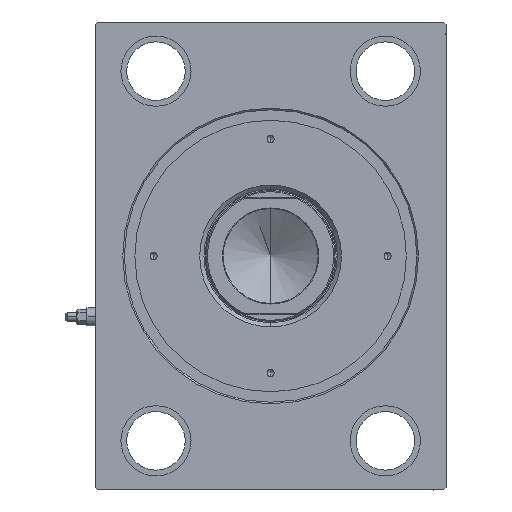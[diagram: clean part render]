
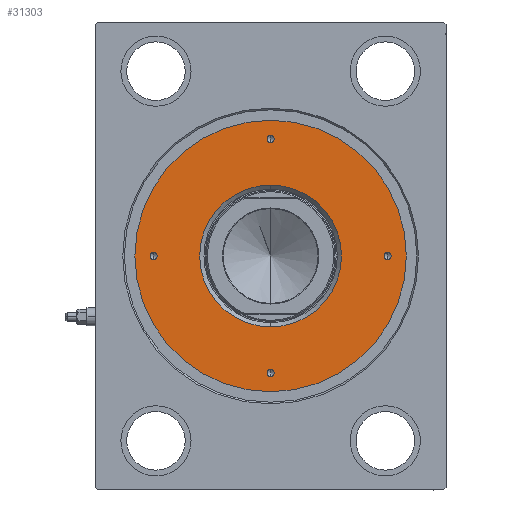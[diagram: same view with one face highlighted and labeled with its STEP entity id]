
A CAD part, left-side view. The second image highlights one B-rep face of the part: STEP entity #31303.
In plain terms, the highlighted face is planar.
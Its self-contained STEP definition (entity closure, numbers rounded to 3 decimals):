
#53 = EDGE_LOOP ( 'NONE', ( #18381, #33412 ) ) ;
#321 = DIRECTION ( 'NONE',  ( 1., 0., 0. ) ) ;
#328 = DIRECTION ( 'NONE',  ( 1., 0., 0. ) ) ;
#1862 = EDGE_LOOP ( 'NONE', ( #26866, #37976 ) ) ;
#2330 = CARTESIAN_POINT ( 'NONE',  ( -1.5, -50., 15. ) ) ;
#2394 = FACE_BOUND ( 'NONE', #53, .T. ) ;
#2740 = CARTESIAN_POINT ( 'NONE',  ( 0., 0., 15. ) ) ;
#3050 = ORIENTED_EDGE ( 'NONE', *, *, #44193, .F. ) ;
#3408 = CIRCLE ( 'NONE', #25996, 30.3 ) ;
#3643 = AXIS2_PLACEMENT_3D ( 'NONE', #25539, #39460, #15261 ) ;
#3811 = CARTESIAN_POINT ( 'NONE',  ( 51.5, 0., 15. ) ) ;
#4706 = AXIS2_PLACEMENT_3D ( 'NONE', #28388, #38887, #7618 ) ;
#4958 = EDGE_CURVE ( 'NONE', #18290, #30511, #37180, .T. ) ;
#5143 = EDGE_CURVE ( 'NONE', #10890, #23679, #18978, .T. ) ;
#5826 = FACE_BOUND ( 'NONE', #26236, .T. ) ;
#5883 = DIRECTION ( 'NONE',  ( 0., 0., 1. ) ) ;
#7618 = DIRECTION ( 'NONE',  ( 1., 0., 0. ) ) ;
#8420 = CARTESIAN_POINT ( 'NONE',  ( -51.5, 0., 15. ) ) ;
#9028 = CARTESIAN_POINT ( 'NONE',  ( 0., 0., 15. ) ) ;
#9639 = ORIENTED_EDGE ( 'NONE', *, *, #23295, .F. ) ;
#10413 = CARTESIAN_POINT ( 'NONE',  ( 1.5, -50., 15. ) ) ;
#10530 = EDGE_LOOP ( 'NONE', ( #28228, #32805 ) ) ;
#10715 = AXIS2_PLACEMENT_3D ( 'NONE', #36062, #15307, #39949 ) ;
#10890 = VERTEX_POINT ( 'NONE', #3811 ) ;
#12017 = ORIENTED_EDGE ( 'NONE', *, *, #30718, .F. ) ;
#12065 = AXIS2_PLACEMENT_3D ( 'NONE', #16805, #41451, #328 ) ;
#12405 = AXIS2_PLACEMENT_3D ( 'NONE', #32553, #14975, #18423 ) ;
#12792 = AXIS2_PLACEMENT_3D ( 'NONE', #35019, #31604, #321 ) ;
#12928 = ORIENTED_EDGE ( 'NONE', *, *, #5143, .F. ) ;
#14915 = CIRCLE ( 'NONE', #4706, 1.5 ) ;
#14975 = DIRECTION ( 'NONE',  ( 0., 0., 1. ) ) ;
#15261 = DIRECTION ( 'NONE',  ( 1., 0., 0. ) ) ;
#15307 = DIRECTION ( 'NONE',  ( 0., 0., 1. ) ) ;
#16229 = DIRECTION ( 'NONE',  ( 1., 0., 0. ) ) ;
#16805 = CARTESIAN_POINT ( 'NONE',  ( 0., 0., 15. ) ) ;
#17412 = VERTEX_POINT ( 'NONE', #24328 ) ;
#18096 = CIRCLE ( 'NONE', #37731, 1.5 ) ;
#18290 = VERTEX_POINT ( 'NONE', #10413 ) ;
#18381 = ORIENTED_EDGE ( 'NONE', *, *, #31610, .T. ) ;
#18423 = DIRECTION ( 'NONE',  ( 1., 0., 0. ) ) ;
#18978 = CIRCLE ( 'NONE', #12405, 1.5 ) ;
#19086 = FACE_BOUND ( 'NONE', #1862, .T. ) ;
#19455 = AXIS2_PLACEMENT_3D ( 'NONE', #9028, #37323, #43506 ) ;
#20928 = EDGE_CURVE ( 'NONE', #23679, #10890, #14915, .T. ) ;
#21153 = CIRCLE ( 'NONE', #45196, 1.5 ) ;
#22147 = DIRECTION ( 'NONE',  ( 0., 0., 1. ) ) ;
#22446 = DIRECTION ( 'NONE',  ( 0., 0., 1. ) ) ;
#22794 = CARTESIAN_POINT ( 'NONE',  ( -48.5, 0., 15. ) ) ;
#22825 = CARTESIAN_POINT ( 'NONE',  ( -50., 0., 15. ) ) ;
#23295 = EDGE_CURVE ( 'NONE', #17412, #39068, #33192, .T. ) ;
#23444 = CARTESIAN_POINT ( 'NONE',  ( 0., 0., 15. ) ) ;
#23450 = ORIENTED_EDGE ( 'NONE', *, *, #20928, .F. ) ;
#23679 = VERTEX_POINT ( 'NONE', #39299 ) ;
#24328 = CARTESIAN_POINT ( 'NONE',  ( -1.5, 50., 15. ) ) ;
#24723 = EDGE_CURVE ( 'NONE', #30962, #31164, #33982, .T. ) ;
#25378 = AXIS2_PLACEMENT_3D ( 'NONE', #23444, #34595, #41465 ) ;
#25420 = DIRECTION ( 'NONE',  ( 1., 0., 0. ) ) ;
#25539 = CARTESIAN_POINT ( 'NONE',  ( 0., -50., 15. ) ) ;
#25996 = AXIS2_PLACEMENT_3D ( 'NONE', #2740, #34249, #16229 ) ;
#26236 = EDGE_LOOP ( 'NONE', ( #32698, #9639 ) ) ;
#26866 = ORIENTED_EDGE ( 'NONE', *, *, #4958, .F. ) ;
#27514 = DIRECTION ( 'NONE',  ( 1., 0., 0. ) ) ;
#27780 = EDGE_LOOP ( 'NONE', ( #12928, #23450 ) ) ;
#28228 = ORIENTED_EDGE ( 'NONE', *, *, #39726, .T. ) ;
#28388 = CARTESIAN_POINT ( 'NONE',  ( 50., 0., 15. ) ) ;
#28955 = CARTESIAN_POINT ( 'NONE',  ( -30.3, 0., 15. ) ) ;
#29204 = CARTESIAN_POINT ( 'NONE',  ( 1.5, 50., 15. ) ) ;
#29974 = CARTESIAN_POINT ( 'NONE',  ( 0., 0., 15. ) ) ;
#30397 = AXIS2_PLACEMENT_3D ( 'NONE', #40363, #5883, #33962 ) ;
#30474 = FACE_BOUND ( 'NONE', #32850, .T. ) ;
#30511 = VERTEX_POINT ( 'NONE', #2330 ) ;
#30718 = EDGE_CURVE ( 'NONE', #38186, #42885, #38412, .T. ) ;
#30962 = VERTEX_POINT ( 'NONE', #28955 ) ;
#31026 = EDGE_CURVE ( 'NONE', #30511, #18290, #36210, .T. ) ;
#31164 = VERTEX_POINT ( 'NONE', #43276 ) ;
#31303 = ADVANCED_FACE ( 'NONE', ( #30474, #5826, #39845, #19086, #2394, #43962 ), #33219, .T. ) ;
#31604 = DIRECTION ( 'NONE',  ( 0., 0., 1. ) ) ;
#31610 = EDGE_CURVE ( 'NONE', #31164, #30962, #3408, .T. ) ;
#32553 = CARTESIAN_POINT ( 'NONE',  ( 50., 0., 15. ) ) ;
#32698 = ORIENTED_EDGE ( 'NONE', *, *, #34761, .F. ) ;
#32805 = ORIENTED_EDGE ( 'NONE', *, *, #33859, .T. ) ;
#32850 = EDGE_LOOP ( 'NONE', ( #3050, #12017 ) ) ;
#32959 = CARTESIAN_POINT ( 'NONE',  ( 58., 0., 15. ) ) ;
#33192 = CIRCLE ( 'NONE', #12792, 1.5 ) ;
#33219 = PLANE ( 'NONE',  #19455 ) ;
#33412 = ORIENTED_EDGE ( 'NONE', *, *, #24723, .T. ) ;
#33859 = EDGE_CURVE ( 'NONE', #38469, #44711, #39195, .T. ) ;
#33962 = DIRECTION ( 'NONE',  ( 1., 0., 0. ) ) ;
#33982 = CIRCLE ( 'NONE', #12065, 30.3 ) ;
#34113 = AXIS2_PLACEMENT_3D ( 'NONE', #29974, #22446, #25420 ) ;
#34249 = DIRECTION ( 'NONE',  ( 0., 0., -1. ) ) ;
#34571 = DIRECTION ( 'NONE',  ( 0., 0., 1. ) ) ;
#34595 = DIRECTION ( 'NONE',  ( 0., 0., 1. ) ) ;
#34761 = EDGE_CURVE ( 'NONE', #39068, #17412, #18096, .T. ) ;
#35019 = CARTESIAN_POINT ( 'NONE',  ( 0., 50., 15. ) ) ;
#36062 = CARTESIAN_POINT ( 'NONE',  ( -50., 0., 15. ) ) ;
#36210 = CIRCLE ( 'NONE', #30397, 1.5 ) ;
#36728 = DIRECTION ( 'NONE',  ( 1., 0., 0. ) ) ;
#37180 = CIRCLE ( 'NONE', #3643, 1.5 ) ;
#37323 = DIRECTION ( 'NONE',  ( 0., 0., 1. ) ) ;
#37731 = AXIS2_PLACEMENT_3D ( 'NONE', #38450, #34571, #27514 ) ;
#37976 = ORIENTED_EDGE ( 'NONE', *, *, #31026, .F. ) ;
#38186 = VERTEX_POINT ( 'NONE', #8420 ) ;
#38412 = CIRCLE ( 'NONE', #10715, 1.5 ) ;
#38450 = CARTESIAN_POINT ( 'NONE',  ( 0., 50., 15. ) ) ;
#38469 = VERTEX_POINT ( 'NONE', #32959 ) ;
#38887 = DIRECTION ( 'NONE',  ( 0., 0., 1. ) ) ;
#39068 = VERTEX_POINT ( 'NONE', #29204 ) ;
#39195 = CIRCLE ( 'NONE', #34113, 58. ) ;
#39299 = CARTESIAN_POINT ( 'NONE',  ( 48.5, 0., 15. ) ) ;
#39460 = DIRECTION ( 'NONE',  ( 0., 0., 1. ) ) ;
#39726 = EDGE_CURVE ( 'NONE', #44711, #38469, #43593, .T. ) ;
#39845 = FACE_BOUND ( 'NONE', #27780, .T. ) ;
#39949 = DIRECTION ( 'NONE',  ( 1., 0., 0. ) ) ;
#40363 = CARTESIAN_POINT ( 'NONE',  ( 0., -50., 15. ) ) ;
#41451 = DIRECTION ( 'NONE',  ( 0., 0., -1. ) ) ;
#41465 = DIRECTION ( 'NONE',  ( 1., 0., 0. ) ) ;
#42885 = VERTEX_POINT ( 'NONE', #22794 ) ;
#43276 = CARTESIAN_POINT ( 'NONE',  ( 30.3, 0., 15. ) ) ;
#43506 = DIRECTION ( 'NONE',  ( 1., 0., 0. ) ) ;
#43593 = CIRCLE ( 'NONE', #25378, 58. ) ;
#43962 = FACE_OUTER_BOUND ( 'NONE', #10530, .T. ) ;
#43996 = CARTESIAN_POINT ( 'NONE',  ( -58., 0., 15. ) ) ;
#44193 = EDGE_CURVE ( 'NONE', #42885, #38186, #21153, .T. ) ;
#44711 = VERTEX_POINT ( 'NONE', #43996 ) ;
#45196 = AXIS2_PLACEMENT_3D ( 'NONE', #22825, #22147, #36728 ) ;
